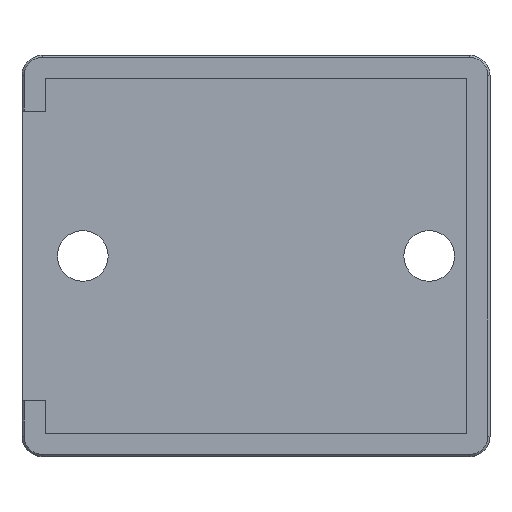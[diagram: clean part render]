
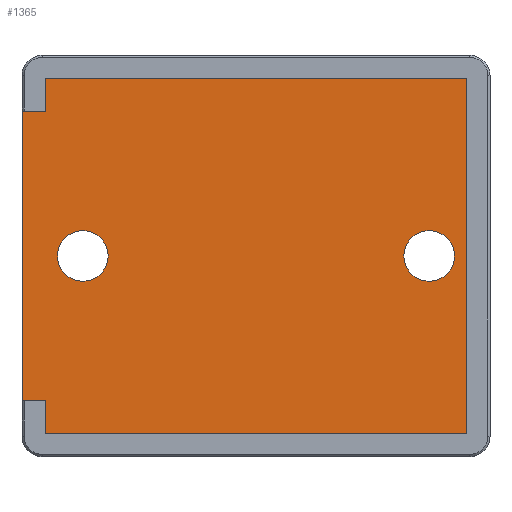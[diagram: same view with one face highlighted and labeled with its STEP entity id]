
A CAD part, top view. The second image highlights one B-rep face of the part: STEP entity #1365.
In plain terms, the highlighted planar face has unit normal (0, 0, 1).
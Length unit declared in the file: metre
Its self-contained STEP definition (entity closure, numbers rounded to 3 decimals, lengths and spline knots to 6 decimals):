
#64=CIRCLE('',#1486,0.00125);
#65=CIRCLE('',#1487,0.00125);
#302=ORIENTED_EDGE('',*,*,#615,.T.);
#303=ORIENTED_EDGE('',*,*,#616,.T.);
#304=ORIENTED_EDGE('',*,*,#602,.T.);
#305=ORIENTED_EDGE('',*,*,#604,.T.);
#306=ORIENTED_EDGE('',*,*,#606,.F.);
#307=ORIENTED_EDGE('',*,*,#608,.T.);
#308=ORIENTED_EDGE('',*,*,#610,.T.);
#309=ORIENTED_EDGE('',*,*,#612,.T.);
#310=ORIENTED_EDGE('',*,*,#614,.F.);
#311=ORIENTED_EDGE('',*,*,#521,.T.);
#521=EDGE_CURVE('',#707,#706,#826,.T.);
#602=EDGE_CURVE('',#706,#759,#891,.T.);
#604=EDGE_CURVE('',#759,#760,#893,.T.);
#606=EDGE_CURVE('',#761,#760,#895,.T.);
#608=EDGE_CURVE('',#761,#762,#897,.T.);
#610=EDGE_CURVE('',#762,#763,#899,.T.);
#612=EDGE_CURVE('',#763,#764,#901,.T.);
#614=EDGE_CURVE('',#707,#764,#903,.T.);
#615=EDGE_CURVE('',#765,#765,#64,.F.);
#616=EDGE_CURVE('',#766,#766,#65,.F.);
#706=VERTEX_POINT('',#2068);
#707=VERTEX_POINT('',#2070);
#759=VERTEX_POINT('',#2228);
#760=VERTEX_POINT('',#2232);
#761=VERTEX_POINT('',#2236);
#762=VERTEX_POINT('',#2240);
#763=VERTEX_POINT('',#2244);
#764=VERTEX_POINT('',#2248);
#765=VERTEX_POINT('',#2255);
#766=VERTEX_POINT('',#2257);
#826=LINE('',#2069,#975);
#891=LINE('',#2229,#1040);
#893=LINE('',#2233,#1042);
#895=LINE('',#2237,#1044);
#897=LINE('',#2241,#1046);
#899=LINE('',#2245,#1048);
#901=LINE('',#2249,#1050);
#903=LINE('',#2252,#1052);
#975=VECTOR('',#1632,1.);
#1040=VECTOR('',#1781,1.);
#1042=VECTOR('',#1785,1.);
#1044=VECTOR('',#1789,1.);
#1046=VECTOR('',#1793,1.);
#1048=VECTOR('',#1797,1.);
#1050=VECTOR('',#1801,1.);
#1052=VECTOR('',#1805,1.);
#1116=EDGE_LOOP('',(#302));
#1117=EDGE_LOOP('',(#303));
#1118=EDGE_LOOP('',(#304,#305,#306,#307,#308,#309,#310,#311));
#1217=FACE_BOUND('',#1116,.T.);
#1218=FACE_BOUND('',#1117,.T.);
#1219=FACE_BOUND('',#1118,.T.);
#1306=PLANE('',#1485);
#1365=ADVANCED_FACE('',(#1217,#1218,#1219),#1306,.T.);
#1485=AXIS2_PLACEMENT_3D('',#2253,#1806,#1807);
#1486=AXIS2_PLACEMENT_3D('',#2254,#1808,#1809);
#1487=AXIS2_PLACEMENT_3D('',#2256,#1810,#1811);
#1632=DIRECTION('',(0.,-1.,0.));
#1781=DIRECTION('',(1.,0.,0.));
#1785=DIRECTION('',(0.,-1.,0.));
#1789=DIRECTION('',(-1.,0.,0.));
#1793=DIRECTION('',(0.,1.,0.));
#1797=DIRECTION('',(-1.,0.,0.));
#1801=DIRECTION('',(0.,-1.,0.));
#1805=DIRECTION('',(1.,0.,0.));
#1806=DIRECTION('',(0.,0.,1.));
#1807=DIRECTION('',(1.,0.,0.));
#1808=DIRECTION('',(0.,0.,1.));
#1809=DIRECTION('',(1.,0.,0.));
#1810=DIRECTION('',(0.,0.,1.));
#1811=DIRECTION('',(1.,0.,0.));
#2068=CARTESIAN_POINT('',(0.134438,-0.035725,0.01176));
#2069=CARTESIAN_POINT('',(0.134438,-0.028575,0.01176));
#2070=CARTESIAN_POINT('',(0.134438,-0.021425,0.01176));
#2228=CARTESIAN_POINT('',(0.135588,-0.035725,0.01176));
#2229=CARTESIAN_POINT('',(0.135013,-0.035725,0.01176));
#2232=CARTESIAN_POINT('',(0.135588,-0.037325,0.01176));
#2233=CARTESIAN_POINT('',(0.135588,-0.0372,0.01176));
#2236=CARTESIAN_POINT('',(0.156388,-0.037325,0.01176));
#2237=CARTESIAN_POINT('',(0.136288,-0.037325,0.01176));
#2240=CARTESIAN_POINT('',(0.156388,-0.019825,0.01176));
#2241=CARTESIAN_POINT('',(0.156388,-0.0372,0.01176));
#2244=CARTESIAN_POINT('',(0.135588,-0.019825,0.01176));
#2245=CARTESIAN_POINT('',(0.155688,-0.019825,0.01176));
#2248=CARTESIAN_POINT('',(0.135588,-0.021425,0.01176));
#2249=CARTESIAN_POINT('',(0.135588,-0.02075,0.01176));
#2252=CARTESIAN_POINT('',(0.135013,-0.021425,0.01176));
#2253=CARTESIAN_POINT('',(0.000188,0.,0.01176));
#2254=CARTESIAN_POINT('',(0.137438,-0.028575,0.01176));
#2255=CARTESIAN_POINT('',(0.138688,-0.028575,0.01176));
#2256=CARTESIAN_POINT('',(0.154538,-0.028575,0.01176));
#2257=CARTESIAN_POINT('',(0.155788,-0.028575,0.01176));
